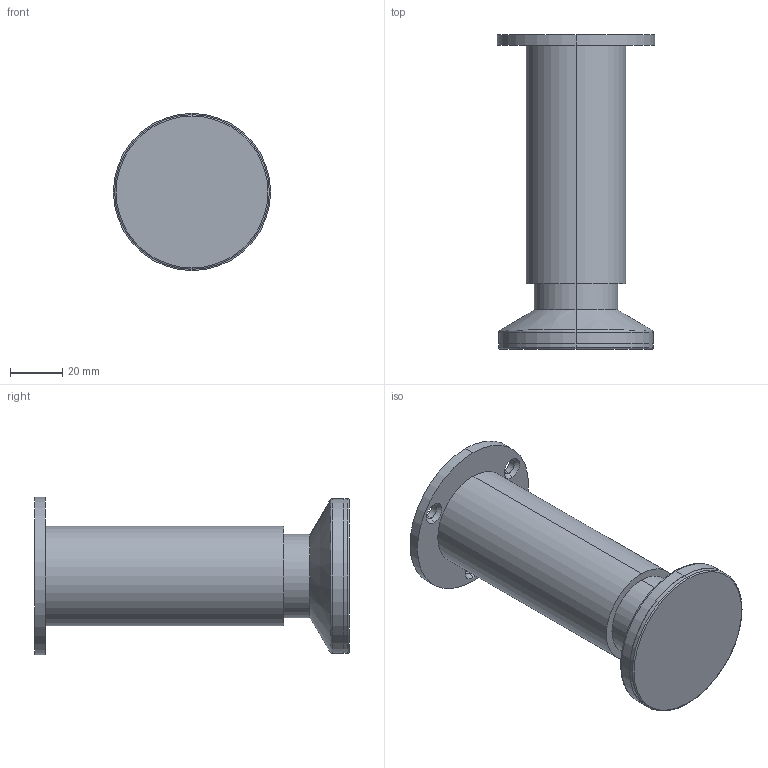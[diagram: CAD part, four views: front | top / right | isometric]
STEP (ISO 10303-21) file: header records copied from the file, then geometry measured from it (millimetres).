
FILE_DESCRIPTION (( 'STEP AP214' ), '1' );
FILE_NAME ('F001904_3D.step', '2022-10-10T13:52:28', ( '' ), ( '' ), 'SwSTEP 2.0', 'SolidWorks 2020', '' );
FILE_SCHEMA (( 'AUTOMOTIVE_DESIGN' ));
Length unit declared in the file: millimetre
Products named in the file (1): F001904_3D
Bounding box: 60 x 120 x 60 mm (x, y, z)
Volume: 154692.2 mm3; surface area: 24080.6 mm2
Topology: 1 solids, 1 shells, 36 faces, 76 edges, 46 vertices
Faces by surface type: cylinder 18, cone 8, plane 6, torus 4
Entity records: 1024 total; most frequent: DIRECTION 200, CARTESIAN_POINT 159, ORIENTED_EDGE 152, AXIS2_PLACEMENT_3D 87, EDGE_CURVE 76, CIRCLE 50, VERTEX_POINT 46, EDGE_LOOP 46
